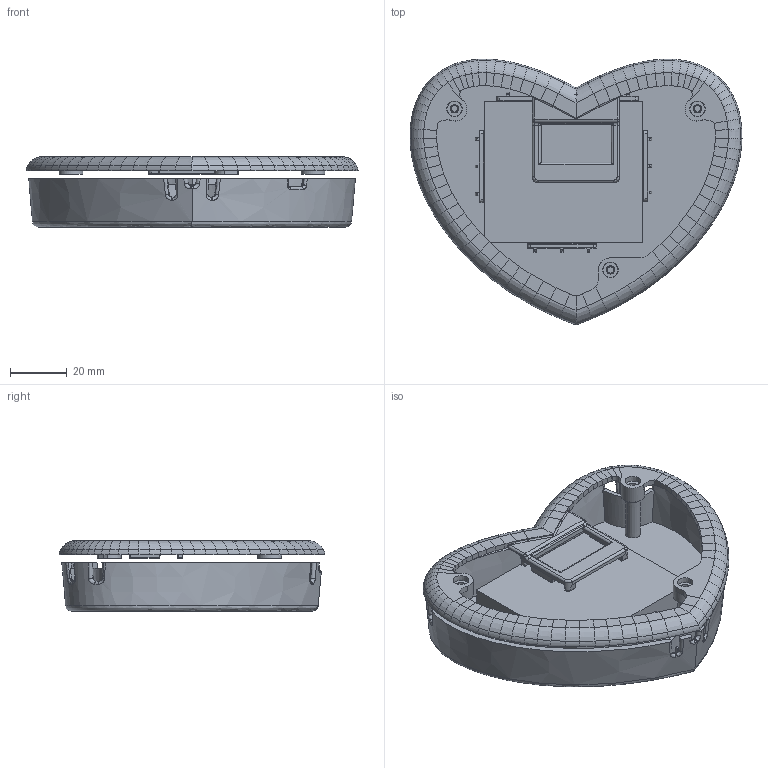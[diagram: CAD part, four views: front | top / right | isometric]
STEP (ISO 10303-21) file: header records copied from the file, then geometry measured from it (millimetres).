
FILE_DESCRIPTION((''),'2;1');
FILE_NAME('BM2017-ASSEMBLY_ASM','2017-05-11T',('Administrator'),(''),'PRO/ENGINEER BY PARAMETRIC TECHNOLOGY CORPORATION, 2010100','PRO/ENGINEER BY PARAMETRIC TECHNOLOGY CORPORATION, 2010100','');
FILE_SCHEMA(('CONFIG_CONTROL_DESIGN','SHAPE_APPEARANCE_LAYERS_GROUPS'));
Products named in the file (6): HAOYOU125054_ANY; BM2017-BEZEL-OPTION_ANY; BM2017-CASE_ANY; BM2017-ASSEMBLY_ANY_ASM; _BM2017-ASSEMBLY; BM2017-ASSEMBLY_ASM
Assembly tree (5 placements, depth 3):
  BM2017-ASSEMBLY_ASM
    BM2017-ASSEMBLY_ANY_ASM
      HAOYOU125054_ANY
      BM2017-BEZEL-OPTION_ANY
      BM2017-CASE_ANY
    _BM2017-ASSEMBLY
Bounding box: 117.49 x 94.05 x 24.82 mm (x, y, z)
Volume: 69437.7 mm3; surface area: 48235 mm2
Topology: 3 solids, 3 shells, 1340 faces, 3437 edges, 2113 vertices
Faces by surface type: plane 757, extrusion 252, bspline 164, cylinder 125, cone 22, sphere 16, torus 4
Entity records: 72458 total; most frequent: CARTESIAN_POINT 23412, ORIENTED_EDGE 6842, DIRECTION 4861, PRESENTATION_STYLE_ASSIGNMENT 4643, STYLED_ITEM 3676, CURVE_STYLE 3673, EDGE_CURVE 3421, VECTOR 2569
